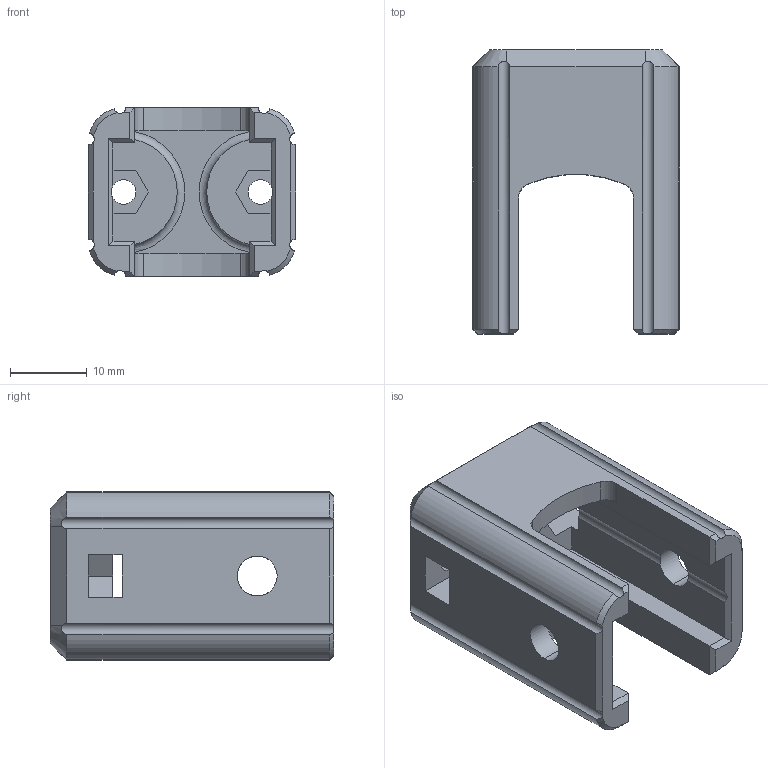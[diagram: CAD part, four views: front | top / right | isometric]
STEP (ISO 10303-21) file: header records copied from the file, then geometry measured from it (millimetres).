
FILE_DESCRIPTION (( 'STEP AP203' ), '1' );
FILE_NAME ('Tensioner Cap.STEP', '2015-12-05T10:42:59', ( '' ), ( '' ), 'SwSTEP 2.0', 'SolidWorks 2015', '' );
FILE_SCHEMA (( 'CONFIG_CONTROL_DESIGN' ));
Length unit declared in the file: millimetre
Products named in the file (1): Tensioner Cap
Bounding box: 27 x 37 x 22 mm (x, y, z)
Volume: 9163.5 mm3; surface area: 6107.1 mm2
Topology: 1 solids, 1 shells, 102 faces, 300 edges, 196 vertices
Faces by surface type: plane 56, cylinder 36, cone 8, torus 2
Entity records: 3637 total; most frequent: CARTESIAN_POINT 879, ORIENTED_EDGE 600, DIRECTION 524, EDGE_CURVE 300, VERTEX_POINT 196, LINE 186, VECTOR 186, AXIS2_PLACEMENT_3D 169
